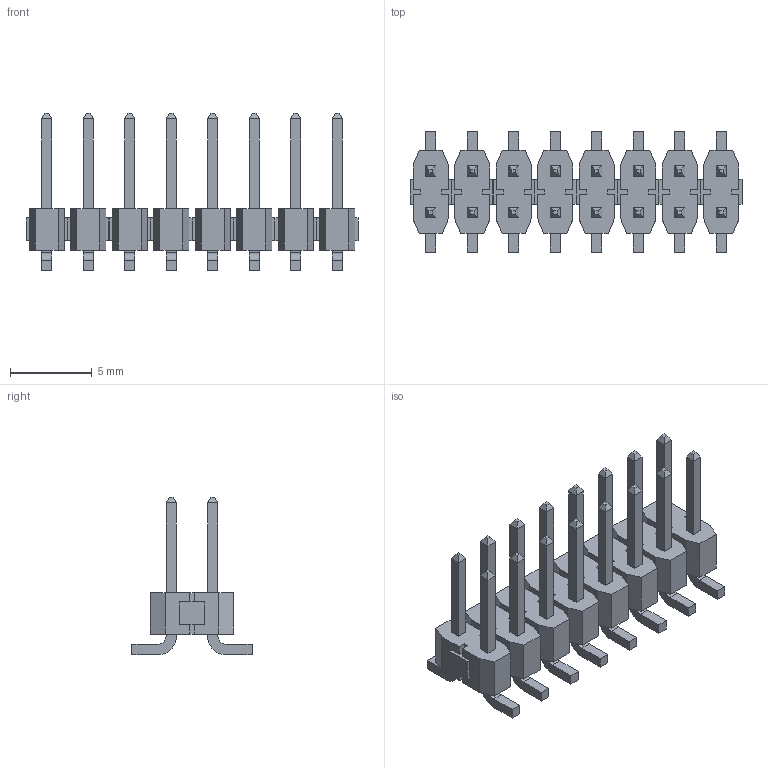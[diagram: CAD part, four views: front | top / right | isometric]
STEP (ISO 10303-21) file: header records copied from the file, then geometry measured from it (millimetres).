
FILE_DESCRIPTION (( 'STEP AP214' ), '1' );
FILE_NAME ('TSM-108-01-G-DV.STEP', '2021-03-11T11:20:12', ( '' ), ( '' ), 'SwSTEP 2.0', 'SolidWorks 2018', '' );
FILE_SCHEMA (( 'AUTOMOTIVE_DESIGN' ));
Length unit declared in the file: millimetre
Products named in the file (1): TSM-108-01-G-DV
Bounding box: 20.32 x 7.37 x 9.65 mm (x, y, z)
Volume: 269.4 mm3; surface area: 819.4 mm2
Topology: 8 solids, 8 shells, 560 faces, 1472 edges, 960 vertices
Faces by surface type: plane 528, cylinder 32
Entity records: 23125 total; most frequent: CARTESIAN_POINT 2993, ORIENTED_EDGE 2944, DIRECTION 2658, EDGE_CURVE 1472, VECTOR 1408, LINE 1408, VERTEX_POINT 960, AXIS2_PLACEMENT_3D 625
